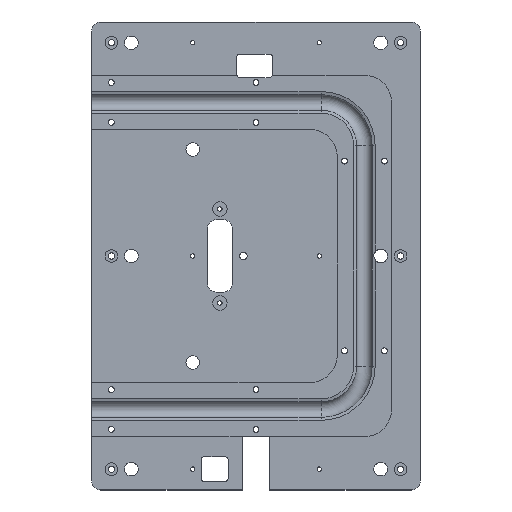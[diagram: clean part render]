
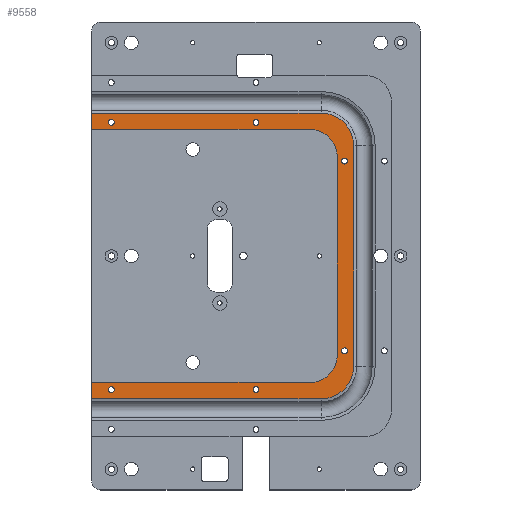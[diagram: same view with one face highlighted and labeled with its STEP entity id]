
A CAD part, top view. The second image highlights one B-rep face of the part: STEP entity #9558.
In plain terms, the highlighted planar face has unit normal (0, 0, 1).
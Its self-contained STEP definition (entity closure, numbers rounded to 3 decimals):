
#3073=CARTESIAN_POINT('Vertex',(-91.,70.,14.5)) ;
#3087=CARTESIAN_POINT('Vertex',(30.,70.,14.5)) ;
#3090=CARTESIAN_POINT('Line Origine',(-30.5,70.,14.5)) ;
#3678=CARTESIAN_POINT('Vertex',(45.,55.,14.5)) ;
#3681=CARTESIAN_POINT('Axis2P3D Location',(30.,55.,14.5)) ;
#3860=CARTESIAN_POINT('Vertex',(45.,-55.,14.5)) ;
#3863=CARTESIAN_POINT('Line Origine',(45.,0.,14.5)) ;
#3915=CARTESIAN_POINT('Vertex',(30.,-70.,14.5)) ;
#3918=CARTESIAN_POINT('Axis2P3D Location',(30.,-55.,14.5)) ;
#6280=CARTESIAN_POINT('Vertex',(-78.379,74.,14.5)) ;
#6294=CARTESIAN_POINT('Vertex',(-81.621,74.,14.5)) ;
#6297=CARTESIAN_POINT('Axis2P3D Location',(-80.,74.,14.5)) ;
#6314=CARTESIAN_POINT('Axis2P3D Location',(-80.,74.,14.5)) ;
#6335=CARTESIAN_POINT('Vertex',(-1.621,74.,14.5)) ;
#6338=CARTESIAN_POINT('Axis2P3D Location',(0.,74.,14.5)) ;
#6342=CARTESIAN_POINT('Vertex',(1.621,74.,14.5)) ;
#6357=CARTESIAN_POINT('Axis2P3D Location',(0.,74.,14.5)) ;
#6380=CARTESIAN_POINT('Vertex',(-81.621,-74.,14.5)) ;
#6394=CARTESIAN_POINT('Vertex',(-78.379,-74.,14.5)) ;
#6397=CARTESIAN_POINT('Axis2P3D Location',(-80.,-74.,14.5)) ;
#6414=CARTESIAN_POINT('Axis2P3D Location',(-80.,-74.,14.5)) ;
#6435=CARTESIAN_POINT('Vertex',(-1.621,-74.,14.5)) ;
#6438=CARTESIAN_POINT('Axis2P3D Location',(0.,-74.,14.5)) ;
#6442=CARTESIAN_POINT('Vertex',(1.621,-74.,14.5)) ;
#6457=CARTESIAN_POINT('Axis2P3D Location',(0.,-74.,14.5)) ;
#8241=CARTESIAN_POINT('Vertex',(-91.,-70.,14.5)) ;
#8244=CARTESIAN_POINT('Line Origine',(-30.5,-70.,14.5)) ;
#9231=CARTESIAN_POINT('Vertex',(47.379,52.5,14.5)) ;
#9238=CARTESIAN_POINT('Vertex',(50.621,52.5,14.5)) ;
#9241=CARTESIAN_POINT('Axis2P3D Location',(49.,52.5,14.5)) ;
#9253=CARTESIAN_POINT('Axis2P3D Location',(49.,52.5,14.5)) ;
#9274=CARTESIAN_POINT('Vertex',(47.379,-52.5,14.5)) ;
#9281=CARTESIAN_POINT('Vertex',(50.621,-52.5,14.5)) ;
#9284=CARTESIAN_POINT('Axis2P3D Location',(49.,-52.5,14.5)) ;
#9296=CARTESIAN_POINT('Axis2P3D Location',(49.,-52.5,14.5)) ;
#9468=CARTESIAN_POINT('Axis2P3D Location',(0.,0.,14.5)) ;
#9473=CARTESIAN_POINT('Line Origine',(-91.,74.523,14.5)) ;
#9477=CARTESIAN_POINT('Vertex',(-91.,79.045,14.5)) ;
#9480=CARTESIAN_POINT('Line Origine',(-91.,-74.523,14.5)) ;
#9484=CARTESIAN_POINT('Vertex',(-91.,-79.045,14.5)) ;
#9487=CARTESIAN_POINT('Line Origine',(-27.5,-79.045,14.5)) ;
#9491=CARTESIAN_POINT('Vertex',(36.,-79.045,14.5)) ;
#9494=CARTESIAN_POINT('Axis2P3D Location',(36.,-61.,14.5)) ;
#9498=CARTESIAN_POINT('Vertex',(54.045,-61.,14.5)) ;
#9501=CARTESIAN_POINT('Line Origine',(54.045,0.,14.5)) ;
#9505=CARTESIAN_POINT('Vertex',(54.045,61.,14.5)) ;
#9508=CARTESIAN_POINT('Axis2P3D Location',(36.,61.,14.5)) ;
#9512=CARTESIAN_POINT('Vertex',(36.,79.045,14.5)) ;
#9515=CARTESIAN_POINT('Line Origine',(-27.5,79.045,14.5)) ;
#3091=DIRECTION('Vector Direction',(1.,0.,0.)) ;
#3682=DIRECTION('Axis2P3D Direction',(0.,0.,1.)) ;
#3864=DIRECTION('Vector Direction',(0.,-1.,0.)) ;
#3919=DIRECTION('Axis2P3D Direction',(0.,0.,1.)) ;
#6298=DIRECTION('Axis2P3D Direction',(0.,-0.,-1.)) ;
#6315=DIRECTION('Axis2P3D Direction',(0.,-0.,-1.)) ;
#6339=DIRECTION('Axis2P3D Direction',(0.,-0.,-1.)) ;
#6358=DIRECTION('Axis2P3D Direction',(0.,-0.,-1.)) ;
#6398=DIRECTION('Axis2P3D Direction',(0.,-0.,-1.)) ;
#6415=DIRECTION('Axis2P3D Direction',(0.,-0.,-1.)) ;
#6439=DIRECTION('Axis2P3D Direction',(0.,-0.,-1.)) ;
#6458=DIRECTION('Axis2P3D Direction',(0.,-0.,-1.)) ;
#8245=DIRECTION('Vector Direction',(-1.,0.,0.)) ;
#9242=DIRECTION('Axis2P3D Direction',(0.,-0.,-1.)) ;
#9254=DIRECTION('Axis2P3D Direction',(0.,-0.,-1.)) ;
#9285=DIRECTION('Axis2P3D Direction',(0.,-0.,-1.)) ;
#9297=DIRECTION('Axis2P3D Direction',(0.,-0.,-1.)) ;
#9469=DIRECTION('Axis2P3D Direction',(0.,0.,1.)) ;
#9470=DIRECTION('Axis2P3D XDirection',(1.,0.,0.)) ;
#9474=DIRECTION('Vector Direction',(0.,-1.,0.)) ;
#9481=DIRECTION('Vector Direction',(0.,-1.,0.)) ;
#9488=DIRECTION('Vector Direction',(1.,0.,0.)) ;
#9495=DIRECTION('Axis2P3D Direction',(0.,0.,1.)) ;
#9502=DIRECTION('Vector Direction',(0.,1.,0.)) ;
#9509=DIRECTION('Axis2P3D Direction',(0.,0.,1.)) ;
#9516=DIRECTION('Vector Direction',(-1.,0.,0.)) ;
#3683=AXIS2_PLACEMENT_3D('Circle Axis2P3D',#3681,#3682,$) ;
#3920=AXIS2_PLACEMENT_3D('Circle Axis2P3D',#3918,#3919,$) ;
#6299=AXIS2_PLACEMENT_3D('Circle Axis2P3D',#6297,#6298,$) ;
#6316=AXIS2_PLACEMENT_3D('Circle Axis2P3D',#6314,#6315,$) ;
#6340=AXIS2_PLACEMENT_3D('Circle Axis2P3D',#6338,#6339,$) ;
#6359=AXIS2_PLACEMENT_3D('Circle Axis2P3D',#6357,#6358,$) ;
#6399=AXIS2_PLACEMENT_3D('Circle Axis2P3D',#6397,#6398,$) ;
#6416=AXIS2_PLACEMENT_3D('Circle Axis2P3D',#6414,#6415,$) ;
#6440=AXIS2_PLACEMENT_3D('Circle Axis2P3D',#6438,#6439,$) ;
#6459=AXIS2_PLACEMENT_3D('Circle Axis2P3D',#6457,#6458,$) ;
#9243=AXIS2_PLACEMENT_3D('Circle Axis2P3D',#9241,#9242,$) ;
#9255=AXIS2_PLACEMENT_3D('Circle Axis2P3D',#9253,#9254,$) ;
#9286=AXIS2_PLACEMENT_3D('Circle Axis2P3D',#9284,#9285,$) ;
#9298=AXIS2_PLACEMENT_3D('Circle Axis2P3D',#9296,#9297,$) ;
#9471=AXIS2_PLACEMENT_3D('Plane Axis2P3D',#9468,#9469,#9470) ;
#9496=AXIS2_PLACEMENT_3D('Circle Axis2P3D',#9494,#9495,$) ;
#9510=AXIS2_PLACEMENT_3D('Circle Axis2P3D',#9508,#9509,$) ;
#9521=ORIENTED_EDGE('',*,*,#9479,.T.) ;
#9522=ORIENTED_EDGE('',*,*,#3094,.T.) ;
#9523=ORIENTED_EDGE('',*,*,#3685,.T.) ;
#9524=ORIENTED_EDGE('',*,*,#3867,.T.) ;
#9525=ORIENTED_EDGE('',*,*,#3922,.T.) ;
#9526=ORIENTED_EDGE('',*,*,#8248,.T.) ;
#9527=ORIENTED_EDGE('',*,*,#9486,.T.) ;
#9528=ORIENTED_EDGE('',*,*,#9493,.T.) ;
#9529=ORIENTED_EDGE('',*,*,#9500,.T.) ;
#9530=ORIENTED_EDGE('',*,*,#9507,.T.) ;
#9531=ORIENTED_EDGE('',*,*,#9514,.T.) ;
#9532=ORIENTED_EDGE('',*,*,#9519,.T.) ;
#9535=ORIENTED_EDGE('',*,*,#6461,.F.) ;
#9536=ORIENTED_EDGE('',*,*,#6444,.F.) ;
#9539=ORIENTED_EDGE('',*,*,#6418,.F.) ;
#9540=ORIENTED_EDGE('',*,*,#6401,.F.) ;
#9543=ORIENTED_EDGE('',*,*,#6361,.F.) ;
#9544=ORIENTED_EDGE('',*,*,#6344,.F.) ;
#9547=ORIENTED_EDGE('',*,*,#6318,.F.) ;
#9548=ORIENTED_EDGE('',*,*,#6301,.F.) ;
#9551=ORIENTED_EDGE('',*,*,#9245,.F.) ;
#9552=ORIENTED_EDGE('',*,*,#9257,.F.) ;
#9555=ORIENTED_EDGE('',*,*,#9288,.F.) ;
#9556=ORIENTED_EDGE('',*,*,#9300,.F.) ;
#9537=FACE_BOUND('',#9534,.T.) ;
#9541=FACE_BOUND('',#9538,.T.) ;
#9545=FACE_BOUND('',#9542,.T.) ;
#9549=FACE_BOUND('',#9546,.T.) ;
#9553=FACE_BOUND('',#9550,.T.) ;
#9557=FACE_BOUND('',#9554,.T.) ;
#3092=VECTOR('Line Direction',#3091,1.) ;
#3865=VECTOR('Line Direction',#3864,1.) ;
#8246=VECTOR('Line Direction',#8245,1.) ;
#9475=VECTOR('Line Direction',#9474,1.) ;
#9482=VECTOR('Line Direction',#9481,1.) ;
#9489=VECTOR('Line Direction',#9488,1.) ;
#9503=VECTOR('Line Direction',#9502,1.) ;
#9517=VECTOR('Line Direction',#9516,1.) ;
#9558=ADVANCED_FACE('Corps principal',(#9533,#9537,#9541,#9545,#9549,#9553,#9557),#9472,.T.) ;
#3684=CIRCLE('generated circle',#3683,15.) ;
#3921=CIRCLE('generated circle',#3920,15.) ;
#6300=CIRCLE('generated circle',#6299,1.621) ;
#6317=CIRCLE('generated circle',#6316,1.621) ;
#6341=CIRCLE('generated circle',#6340,1.621) ;
#6360=CIRCLE('generated circle',#6359,1.621) ;
#6400=CIRCLE('generated circle',#6399,1.621) ;
#6417=CIRCLE('generated circle',#6416,1.621) ;
#6441=CIRCLE('generated circle',#6440,1.621) ;
#6460=CIRCLE('generated circle',#6459,1.621) ;
#9244=CIRCLE('generated circle',#9243,1.621) ;
#9256=CIRCLE('generated circle',#9255,1.621) ;
#9287=CIRCLE('generated circle',#9286,1.621) ;
#9299=CIRCLE('generated circle',#9298,1.621) ;
#9497=CIRCLE('generated circle',#9496,18.045) ;
#9511=CIRCLE('generated circle',#9510,18.045) ;
#3094=EDGE_CURVE('',#3074,#3088,#3093,.T.) ;
#3685=EDGE_CURVE('',#3088,#3679,#3684,.F.) ;
#3867=EDGE_CURVE('',#3679,#3861,#3866,.T.) ;
#3922=EDGE_CURVE('',#3861,#3916,#3921,.F.) ;
#6301=EDGE_CURVE('',#6295,#6281,#6300,.F.) ;
#6318=EDGE_CURVE('',#6281,#6295,#6317,.F.) ;
#6344=EDGE_CURVE('',#6336,#6343,#6341,.F.) ;
#6361=EDGE_CURVE('',#6343,#6336,#6360,.F.) ;
#6401=EDGE_CURVE('',#6395,#6381,#6400,.F.) ;
#6418=EDGE_CURVE('',#6381,#6395,#6417,.F.) ;
#6444=EDGE_CURVE('',#6436,#6443,#6441,.F.) ;
#6461=EDGE_CURVE('',#6443,#6436,#6460,.F.) ;
#8248=EDGE_CURVE('',#3916,#8242,#8247,.T.) ;
#9245=EDGE_CURVE('',#9239,#9232,#9244,.F.) ;
#9257=EDGE_CURVE('',#9232,#9239,#9256,.F.) ;
#9288=EDGE_CURVE('',#9282,#9275,#9287,.F.) ;
#9300=EDGE_CURVE('',#9275,#9282,#9299,.F.) ;
#9479=EDGE_CURVE('',#9478,#3074,#9476,.T.) ;
#9486=EDGE_CURVE('',#8242,#9485,#9483,.T.) ;
#9493=EDGE_CURVE('',#9485,#9492,#9490,.T.) ;
#9500=EDGE_CURVE('',#9492,#9499,#9497,.T.) ;
#9507=EDGE_CURVE('',#9499,#9506,#9504,.T.) ;
#9514=EDGE_CURVE('',#9506,#9513,#9511,.T.) ;
#9519=EDGE_CURVE('',#9513,#9478,#9518,.T.) ;
#9520=EDGE_LOOP('',(#9521,#9522,#9523,#9524,#9525,#9526,#9527,#9528,#9529,#9530,#9531,#9532)) ;
#9534=EDGE_LOOP('',(#9535,#9536)) ;
#9538=EDGE_LOOP('',(#9539,#9540)) ;
#9542=EDGE_LOOP('',(#9543,#9544)) ;
#9546=EDGE_LOOP('',(#9547,#9548)) ;
#9550=EDGE_LOOP('',(#9551,#9552)) ;
#9554=EDGE_LOOP('',(#9555,#9556)) ;
#9533=FACE_OUTER_BOUND('',#9520,.T.) ;
#3093=LINE('Line',#3090,#3092) ;
#3866=LINE('Line',#3863,#3865) ;
#8247=LINE('Line',#8244,#8246) ;
#9476=LINE('Line',#9473,#9475) ;
#9483=LINE('Line',#9480,#9482) ;
#9490=LINE('Line',#9487,#9489) ;
#9504=LINE('Line',#9501,#9503) ;
#9518=LINE('Line',#9515,#9517) ;
#9472=PLANE('',#9471) ;
#3074=VERTEX_POINT('',#3073) ;
#3088=VERTEX_POINT('',#3087) ;
#3679=VERTEX_POINT('',#3678) ;
#3861=VERTEX_POINT('',#3860) ;
#3916=VERTEX_POINT('',#3915) ;
#6281=VERTEX_POINT('',#6280) ;
#6295=VERTEX_POINT('',#6294) ;
#6336=VERTEX_POINT('',#6335) ;
#6343=VERTEX_POINT('',#6342) ;
#6381=VERTEX_POINT('',#6380) ;
#6395=VERTEX_POINT('',#6394) ;
#6436=VERTEX_POINT('',#6435) ;
#6443=VERTEX_POINT('',#6442) ;
#8242=VERTEX_POINT('',#8241) ;
#9232=VERTEX_POINT('',#9231) ;
#9239=VERTEX_POINT('',#9238) ;
#9275=VERTEX_POINT('',#9274) ;
#9282=VERTEX_POINT('',#9281) ;
#9478=VERTEX_POINT('',#9477) ;
#9485=VERTEX_POINT('',#9484) ;
#9492=VERTEX_POINT('',#9491) ;
#9499=VERTEX_POINT('',#9498) ;
#9506=VERTEX_POINT('',#9505) ;
#9513=VERTEX_POINT('',#9512) ;
